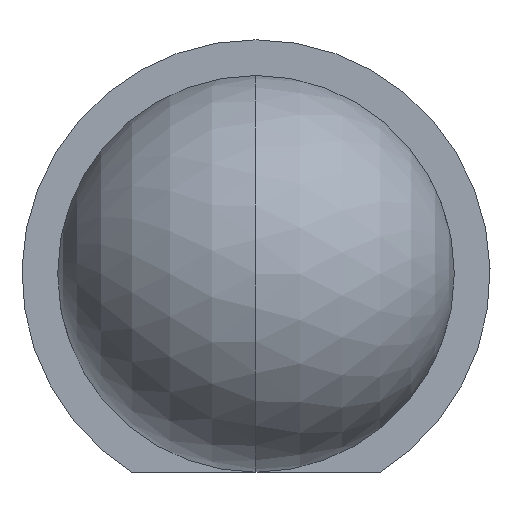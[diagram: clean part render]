
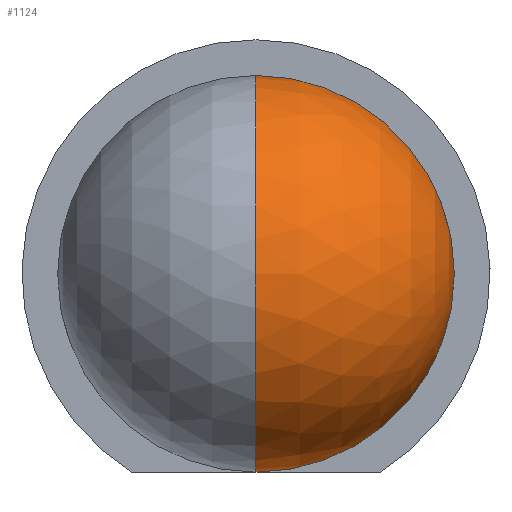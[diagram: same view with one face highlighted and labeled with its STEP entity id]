
A CAD part, left-side view. The second image highlights one B-rep face of the part: STEP entity #1124.
In plain terms, the highlighted spherical face has radius 2.5 mm.
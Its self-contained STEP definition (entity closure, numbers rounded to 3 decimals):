
#95 = AXIS2_PLACEMENT_3D ( 'NONE', #554, #4364, #2022 ) ;
#108 = AXIS2_PLACEMENT_3D ( 'NONE', #3459, #2445, #4414 ) ;
#182 = CIRCLE ( 'NONE', #95, 2.5 ) ;
#203 = AXIS2_PLACEMENT_3D ( 'NONE', #242, #2358, #3751 ) ;
#242 = CARTESIAN_POINT ( 'NONE',  ( 1.27, -26.244, 5. ) ) ;
#257 = CARTESIAN_POINT ( 'NONE',  ( 3.77, -26.244, 5. ) ) ;
#313 = FACE_OUTER_BOUND ( 'NONE', #2524, .T. ) ;
#478 = VERTEX_POINT ( 'NONE', #257 ) ;
#554 = CARTESIAN_POINT ( 'NONE',  ( 1.27, -26.244, 5. ) ) ;
#776 = CARTESIAN_POINT ( 'NONE',  ( 1.27, -26.244, 5. ) ) ;
#994 = ORIENTED_EDGE ( 'NONE', *, *, #4252, .F. ) ;
#1124 = ADVANCED_FACE ( 'NONE', ( #313 ), #3413, .T. ) ;
#1146 = ORIENTED_EDGE ( 'NONE', *, *, #3304, .T. ) ;
#1760 = CIRCLE ( 'NONE', #1979, 2.5 ) ;
#1786 = DIRECTION ( 'NONE',  ( 0., 1., 0. ) ) ;
#1823 = VERTEX_POINT ( 'NONE', #2636 ) ;
#1830 = CIRCLE ( 'NONE', #108, 2.5 ) ;
#1979 = AXIS2_PLACEMENT_3D ( 'NONE', #776, #3883, #1786 ) ;
#1985 = VERTEX_POINT ( 'NONE', #4537 ) ;
#2022 = DIRECTION ( 'NONE',  ( -1., 0., 0. ) ) ;
#2358 = DIRECTION ( 'NONE',  ( 0., 0., 1. ) ) ;
#2445 = DIRECTION ( 'NONE',  ( 0., 1., 0. ) ) ;
#2524 = EDGE_LOOP ( 'NONE', ( #4123, #1146, #994 ) ) ;
#2636 = CARTESIAN_POINT ( 'NONE',  ( -1.23, -26.244, 5. ) ) ;
#3304 = EDGE_CURVE ( 'NONE', #1985, #478, #182, .T. ) ;
#3413 = SPHERICAL_SURFACE ( 'NONE', #203, 2.5 ) ;
#3459 = CARTESIAN_POINT ( 'NONE',  ( 1.27, -26.244, 5. ) ) ;
#3751 = DIRECTION ( 'NONE',  ( -1., 0., 0. ) ) ;
#3799 = EDGE_CURVE ( 'NONE', #1985, #1823, #1760, .T. ) ;
#3883 = DIRECTION ( 'NONE',  ( 0., 0., -1. ) ) ;
#4123 = ORIENTED_EDGE ( 'NONE', *, *, #3799, .F. ) ;
#4252 = EDGE_CURVE ( 'NONE', #1823, #478, #1830, .T. ) ;
#4364 = DIRECTION ( 'NONE',  ( 0., 0., 1. ) ) ;
#4414 = DIRECTION ( 'NONE',  ( 1., 0., 0. ) ) ;
#4537 = CARTESIAN_POINT ( 'NONE',  ( 1.27, -28.744, 5. ) ) ;
